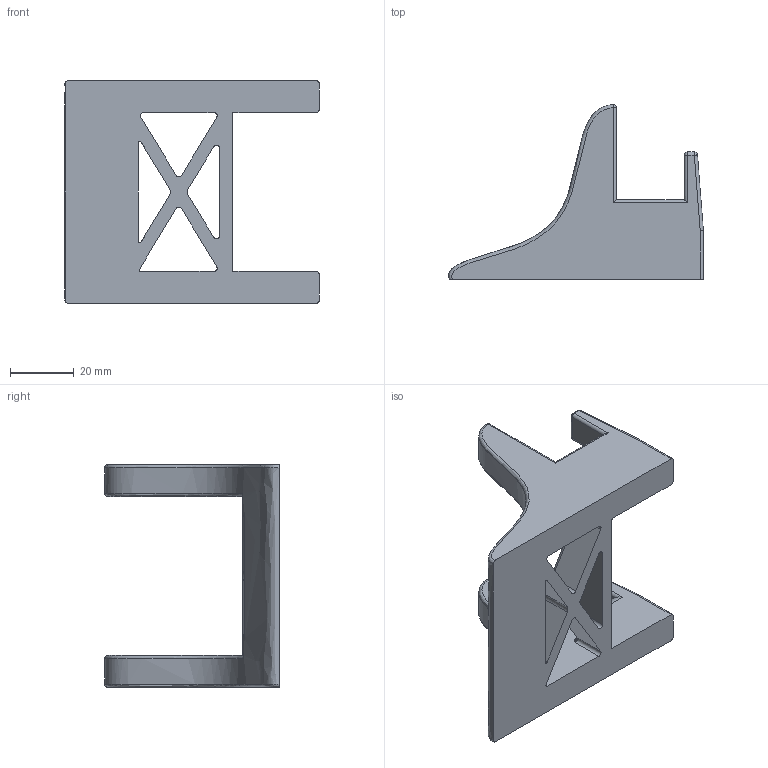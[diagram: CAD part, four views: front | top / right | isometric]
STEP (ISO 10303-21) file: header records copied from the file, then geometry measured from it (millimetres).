
FILE_DESCRIPTION(/* description */ (''),/* implementation_level */ '2;1');
FILE_NAME(/* name */ 'PictureHolder.stp',/* time_stamp */ '2019-08-20T15:35:52+02:00',/* author */ ('banan'),/* organization */ (''),/* preprocessor_version */ 'ST-DEVELOPER v18',/* originating_system */ 'Autodesk Inventor 2020',/* authorisation */ '');
FILE_SCHEMA (('AUTOMOTIVE_DESIGN { 1 0 10303 214 3 1 1 }'));
Length unit declared in the file: millimetre
Products named in the file (1): PictureHolder
Bounding box: 80.13 x 54.96 x 70 mm (x, y, z)
Volume: 52084.4 mm3; surface area: 18901.3 mm2
Topology: 1 solids, 1 shells, 136 faces, 337 edges, 193 vertices
Faces by surface type: cylinder 58, plane 32, bspline 21, sphere 16, torus 9
Entity records: 5304 total; most frequent: CARTESIAN_POINT 2163, ORIENTED_EDGE 660, DIRECTION 638, EDGE_CURVE 330, AXIS2_PLACEMENT_3D 247, VERTEX_POINT 193, LINE 144, VECTOR 144
